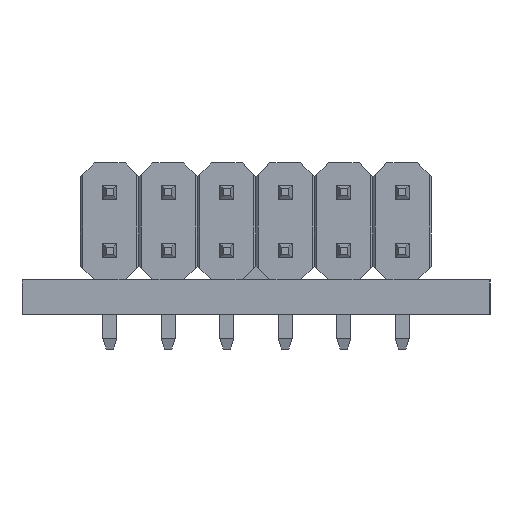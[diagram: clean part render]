
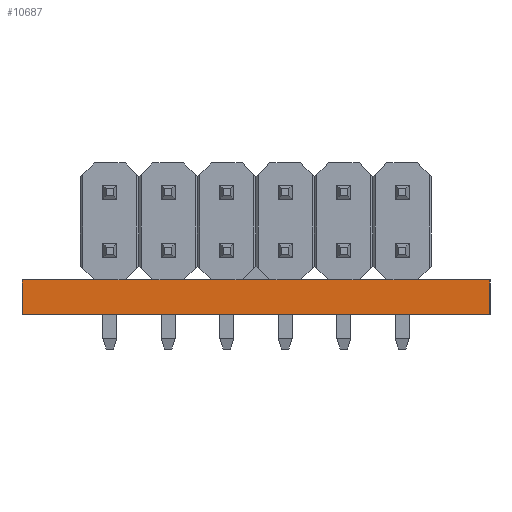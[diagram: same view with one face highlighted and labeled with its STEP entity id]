
A CAD part, left-side view. The second image highlights one B-rep face of the part: STEP entity #10687.
In plain terms, the highlighted planar face has unit normal (-1, 0, 0).
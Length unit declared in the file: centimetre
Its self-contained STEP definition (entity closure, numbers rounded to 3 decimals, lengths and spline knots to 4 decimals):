
#1529=VERTEX_POINT('',#15239);
#1531=VERTEX_POINT('',#15242);
#1533=VERTEX_POINT('',#15248);
#1534=VERTEX_POINT('',#15249);
#2428=VECTOR('',#12275,1.);
#2431=VECTOR('',#12279,1.);
#2436=VECTOR('',#12317,1.);
#2438=VECTOR('',#12321,1.);
#3592=LINE('',#15241,#2428);
#3595=LINE('',#15247,#2431);
#3600=LINE('',#15273,#2436);
#3602=LINE('',#15277,#2438);
#4976=EDGE_CURVE('',#1531,#1529,#3592,.T.);
#4979=EDGE_CURVE('',#1533,#1534,#3595,.T.);
#4984=EDGE_CURVE('',#1533,#1529,#3600,.T.);
#4986=EDGE_CURVE('',#1534,#1531,#3602,.T.);
#7003=ORIENTED_EDGE('',*,*,#4976,.T.);
#7004=ORIENTED_EDGE('',*,*,#4984,.F.);
#7005=ORIENTED_EDGE('',*,*,#4979,.T.);
#7006=ORIENTED_EDGE('',*,*,#4986,.T.);
#9264=EDGE_LOOP('',(#7003,#7004,#7005,#7006));
#10034=FACE_BOUND('',#9264,.T.);
#10687=ADVANCED_FACE('',(#10034),#17189,.T.);
#11309=AXIS2_PLACEMENT_3D('',#15278,#12322,$);
#12275=DIRECTION('',(0.,1.,0.));
#12279=DIRECTION('',(0.,-1.,0.));
#12317=DIRECTION('',(0.,0.,1.));
#12321=DIRECTION('',(0.,0.,1.));
#12322=DIRECTION('',(-1.,0.,0.));
#15239=CARTESIAN_POINT('',(-1.27,1.016,0.075));
#15241=CARTESIAN_POINT('',(-1.27,1.016,0.075));
#15242=CARTESIAN_POINT('',(-1.27,-1.016,0.075));
#15247=CARTESIAN_POINT('',(-1.27,1.016,-0.075));
#15248=CARTESIAN_POINT('',(-1.27,1.016,-0.075));
#15249=CARTESIAN_POINT('',(-1.27,-1.016,-0.075));
#15273=CARTESIAN_POINT('',(-1.27,1.016,-0.075));
#15277=CARTESIAN_POINT('',(-1.27,-1.016,-0.075));
#15278=CARTESIAN_POINT('',(-1.27,0.,-0.075));
#17189=PLANE('',#11309);
